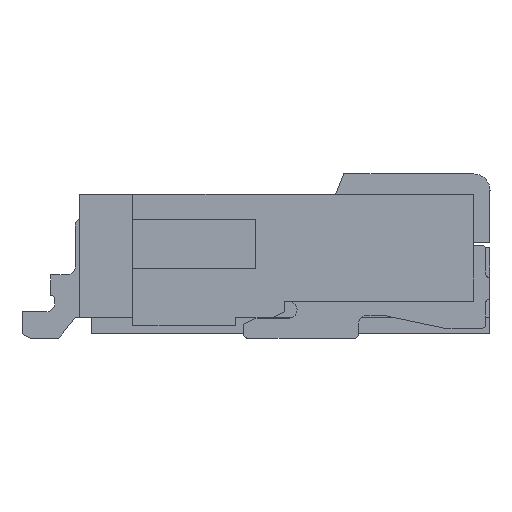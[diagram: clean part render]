
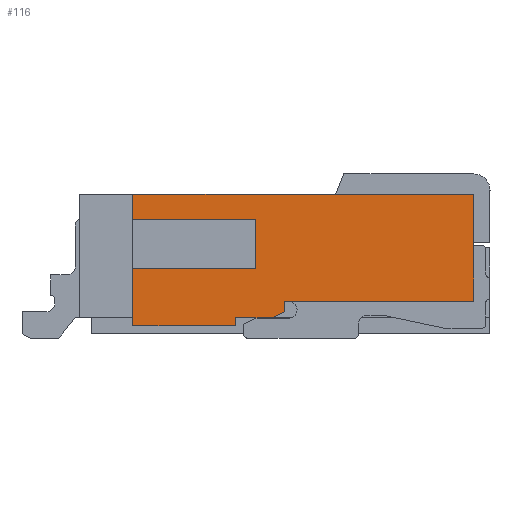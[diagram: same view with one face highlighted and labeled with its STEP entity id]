
A CAD part, left-side view. The second image highlights one B-rep face of the part: STEP entity #116.
In plain terms, the highlighted planar face has unit normal (-1, 0, 0).
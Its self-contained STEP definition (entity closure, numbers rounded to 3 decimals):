
#116=ADVANCED_FACE('',(#1383),#1384,.T.);
#1383=FACE_OUTER_BOUND('',#3786,.T.);
#1384=PLANE('',#3787);
#3786=EDGE_LOOP('',(#6630,#6631,#6632,#6633,#6634,#6635,#6636,#6637,#6638,#6639,#6640,#6641,#6642));
#3787=AXIS2_PLACEMENT_3D('',#6643,#6644,#6645);
#6630=ORIENTED_EDGE('',*,*,#17104,.F.);
#6631=ORIENTED_EDGE('',*,*,#17073,.T.);
#6632=ORIENTED_EDGE('',*,*,#17105,.F.);
#6633=ORIENTED_EDGE('',*,*,#17106,.F.);
#6634=ORIENTED_EDGE('',*,*,#17107,.F.);
#6635=ORIENTED_EDGE('',*,*,#17069,.T.);
#6636=ORIENTED_EDGE('',*,*,#17108,.T.);
#6637=ORIENTED_EDGE('',*,*,#17109,.F.);
#6638=ORIENTED_EDGE('',*,*,#17110,.F.);
#6639=ORIENTED_EDGE('',*,*,#17111,.T.);
#6640=ORIENTED_EDGE('',*,*,#16853,.F.);
#6641=ORIENTED_EDGE('',*,*,#16975,.T.);
#6642=ORIENTED_EDGE('',*,*,#16971,.T.);
#6643=CARTESIAN_POINT('',(-12.65,1.85,0.25));
#6644=DIRECTION('',(-1.0,0.0,0.0));
#6645=DIRECTION('',(0.0,0.0,1.0));
#16853=EDGE_CURVE('',#20453,#20455,#20456,.T.);
#16971=EDGE_CURVE('',#20678,#20676,#20679,.T.);
#16975=EDGE_CURVE('',#20453,#20678,#20685,.T.);
#17069=EDGE_CURVE('',#20837,#20835,#20838,.T.);
#17073=EDGE_CURVE('',#20824,#20843,#20845,.T.);
#17104=EDGE_CURVE('',#20824,#20676,#20902,.T.);
#17105=EDGE_CURVE('',#20903,#20843,#20904,.T.);
#17106=EDGE_CURVE('',#20905,#20903,#20906,.T.);
#17107=EDGE_CURVE('',#20837,#20905,#20907,.T.);
#17108=EDGE_CURVE('',#20835,#20908,#20909,.T.);
#17109=EDGE_CURVE('',#20910,#20908,#20911,.T.);
#17110=EDGE_CURVE('',#20912,#20910,#20913,.T.);
#17111=EDGE_CURVE('',#20912,#20455,#20914,.T.);
#20453=VERTEX_POINT('',#26441);
#20455=VERTEX_POINT('',#26444);
#20456=LINE('',#26445,#26446);
#20676=VERTEX_POINT('',#26778);
#20678=VERTEX_POINT('',#26781);
#20679=LINE('',#26782,#26783);
#20685=LINE('',#26792,#26793);
#20824=VERTEX_POINT('',#27001);
#20835=VERTEX_POINT('',#27019);
#20837=VERTEX_POINT('',#27022);
#20838=LINE('',#27023,#27024);
#20843=VERTEX_POINT('',#27031);
#20845=LINE('',#27034,#27035);
#20902=LINE('',#27118,#27119);
#20903=VERTEX_POINT('',#27120);
#20904=LINE('',#27121,#27122);
#20905=VERTEX_POINT('',#27123);
#20906=LINE('',#27124,#27125);
#20907=LINE('',#27126,#27127);
#20908=VERTEX_POINT('',#27128);
#20909=LINE('',#27129,#27130);
#20910=VERTEX_POINT('',#27131);
#20911=LINE('',#27132,#27133);
#20912=VERTEX_POINT('',#27134);
#20913=LINE('',#27135,#27136);
#20914=LINE('',#27137,#27138);
#26441=CARTESIAN_POINT('',(-12.65,0.,0.45));
#26444=CARTESIAN_POINT('',(-12.65,0.,0.32));
#26445=CARTESIAN_POINT('',(-12.65,0.,0.475));
#26446=VECTOR('',#35635,1.0);
#26778=CARTESIAN_POINT('',(-12.65,-2.3,1.75));
#26781=CARTESIAN_POINT('',(-12.65,-2.3,0.45));
#26782=CARTESIAN_POINT('',(-12.65,-2.3,0.609));
#26783=VECTOR('',#35761,1.0);
#26792=CARTESIAN_POINT('',(-12.65,0.548,0.45));
#26793=VECTOR('',#35765,1.0);
#27001=CARTESIAN_POINT('',(-12.65,1.85,1.75));
#27019=CARTESIAN_POINT('',(-12.65,1.85,0.15));
#27022=CARTESIAN_POINT('',(-12.65,1.85,0.85));
#27023=CARTESIAN_POINT('',(-12.65,1.85,0.25));
#27024=VECTOR('',#35891,1.0);
#27031=CARTESIAN_POINT('',(-12.65,1.85,1.45));
#27034=CARTESIAN_POINT('',(-12.65,1.85,0.475));
#27035=VECTOR('',#35895,1.0);
#27118=CARTESIAN_POINT('',(-12.65,2.033,1.75));
#27119=VECTOR('',#35934,1.0);
#27120=CARTESIAN_POINT('',(-12.65,0.35,1.45));
#27121=CARTESIAN_POINT('',(-12.65,0.548,1.45));
#27122=VECTOR('',#35935,1.0);
#27123=CARTESIAN_POINT('',(-12.65,0.35,0.85));
#27124=CARTESIAN_POINT('',(-12.65,0.35,0.475));
#27125=VECTOR('',#35936,1.0);
#27126=CARTESIAN_POINT('',(-12.65,0.548,0.85));
#27127=VECTOR('',#35937,1.0);
#27128=CARTESIAN_POINT('',(-12.65,0.6,0.15));
#27129=CARTESIAN_POINT('',(-12.65,1.85,0.15));
#27130=VECTOR('',#35938,1.0);
#27131=CARTESIAN_POINT('',(-12.65,0.6,0.25));
#27132=CARTESIAN_POINT('',(-12.65,0.6,0.25));
#27133=VECTOR('',#35939,1.0);
#27134=CARTESIAN_POINT('',(-12.65,0.15,0.25));
#27135=CARTESIAN_POINT('',(-12.65,0.548,0.25));
#27136=VECTOR('',#35940,1.0);
#27137=CARTESIAN_POINT('',(-12.65,0.548,0.064));
#27138=VECTOR('',#35941,1.0);
#35635=DIRECTION('',(0.0,0.0,-1.0));
#35761=DIRECTION('',(0.0,0.0,1.0));
#35765=DIRECTION('',(0.0,-1.0,0.0));
#35891=DIRECTION('',(0.0,0.0,-1.0));
#35895=DIRECTION('',(0.0,0.0,-1.0));
#35934=DIRECTION('',(0.0,-1.0,0.0));
#35935=DIRECTION('',(0.0,1.0,0.0));
#35936=DIRECTION('',(0.0,0.0,1.0));
#35937=DIRECTION('',(0.0,-1.0,0.0));
#35938=DIRECTION('',(0.0,-1.0,0.0));
#35939=DIRECTION('',(0.0,0.0,-1.0));
#35940=DIRECTION('',(0.0,1.0,0.0));
#35941=DIRECTION('',(0.0,-0.906,0.423));
